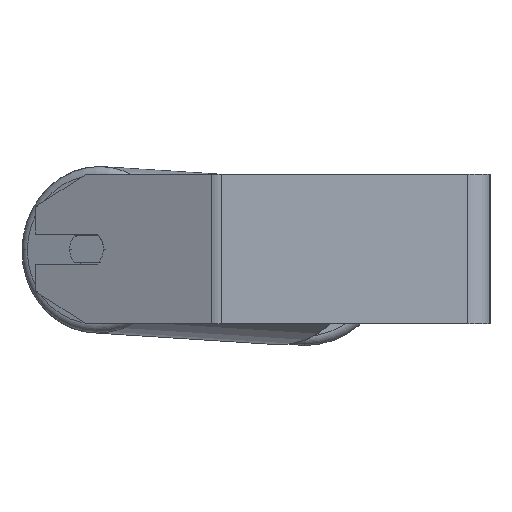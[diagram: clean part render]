
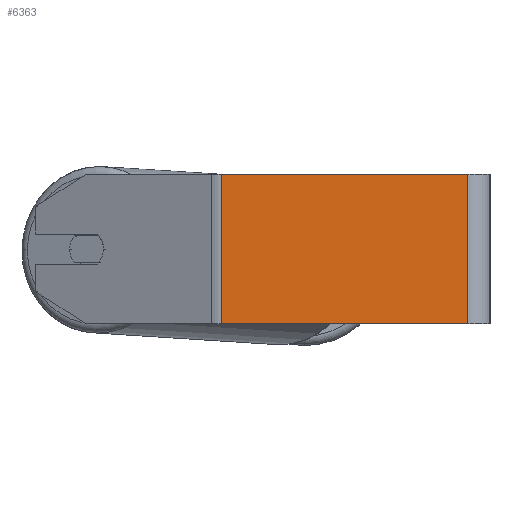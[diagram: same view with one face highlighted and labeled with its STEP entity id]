
A CAD part, left-side view. The second image highlights one B-rep face of the part: STEP entity #6363.
In plain terms, the highlighted planar face has unit normal (-1, 0, 0).
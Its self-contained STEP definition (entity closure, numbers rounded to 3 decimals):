
#85 = CARTESIAN_POINT ( 'NONE',  ( -415., 143.432, 40. ) ) ;
#571 = VECTOR ( 'NONE', #6184, 1000. ) ;
#632 = ORIENTED_EDGE ( 'NONE', *, *, #1465, .T. ) ;
#1141 = CARTESIAN_POINT ( 'NONE',  ( -415., 12., 40. ) ) ;
#1263 = VECTOR ( 'NONE', #7456, 1000. ) ;
#1465 = EDGE_CURVE ( 'NONE', #2560, #4272, #5031, .T. ) ;
#1851 = EDGE_CURVE ( 'NONE', #4272, #5817, #7107, .T. ) ;
#2007 = PLANE ( 'NONE',  #2941 ) ;
#2560 = VERTEX_POINT ( 'NONE', #85 ) ;
#2582 = EDGE_LOOP ( 'NONE', ( #7078, #4764, #7598, #632 ) ) ;
#2941 = AXIS2_PLACEMENT_3D ( 'NONE', #8640, #4704, #7394 ) ;
#3092 = CARTESIAN_POINT ( 'NONE',  ( -415., 143.432, 40. ) ) ;
#3188 = VERTEX_POINT ( 'NONE', #1141 ) ;
#3403 = CARTESIAN_POINT ( 'NONE',  ( -415., 146.092, 40. ) ) ;
#3487 = LINE ( 'NONE', #3980, #571 ) ;
#3522 = VECTOR ( 'NONE', #3795, 1000. ) ;
#3795 = DIRECTION ( 'NONE',  ( 0., 0., -1. ) ) ;
#3980 = CARTESIAN_POINT ( 'NONE',  ( -415., 12., 40. ) ) ;
#4230 = VECTOR ( 'NONE', #8337, 1000. ) ;
#4272 = VERTEX_POINT ( 'NONE', #4388 ) ;
#4388 = CARTESIAN_POINT ( 'NONE',  ( -415., 143.432, -40. ) ) ;
#4704 = DIRECTION ( 'NONE',  ( 1., 0., 0. ) ) ;
#4764 = ORIENTED_EDGE ( 'NONE', *, *, #8689, .F. ) ;
#5031 = LINE ( 'NONE', #3092, #3522 ) ;
#5817 = VERTEX_POINT ( 'NONE', #7778 ) ;
#6184 = DIRECTION ( 'NONE',  ( 0., 0., -1. ) ) ;
#6363 = ADVANCED_FACE ( 'NONE', ( #8061 ), #2007, .F. ) ;
#6799 = LINE ( 'NONE', #3403, #1263 ) ;
#6920 = CARTESIAN_POINT ( 'NONE',  ( -415., 146.092, -40. ) ) ;
#7078 = ORIENTED_EDGE ( 'NONE', *, *, #1851, .T. ) ;
#7107 = LINE ( 'NONE', #6920, #4230 ) ;
#7193 = EDGE_CURVE ( 'NONE', #2560, #3188, #6799, .T. ) ;
#7394 = DIRECTION ( 'NONE',  ( 0., 0., -1. ) ) ;
#7456 = DIRECTION ( 'NONE',  ( 0., -1., 0. ) ) ;
#7598 = ORIENTED_EDGE ( 'NONE', *, *, #7193, .F. ) ;
#7778 = CARTESIAN_POINT ( 'NONE',  ( -415., 12., -40. ) ) ;
#8061 = FACE_OUTER_BOUND ( 'NONE', #2582, .T. ) ;
#8337 = DIRECTION ( 'NONE',  ( 0., -1., 0. ) ) ;
#8640 = CARTESIAN_POINT ( 'NONE',  ( -415., 146.092, 40. ) ) ;
#8689 = EDGE_CURVE ( 'NONE', #3188, #5817, #3487, .T. ) ;
